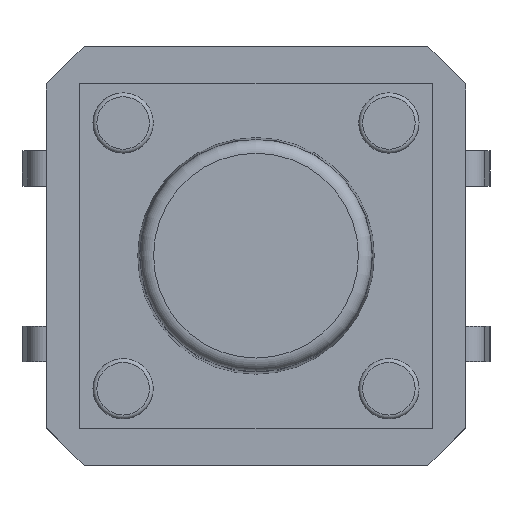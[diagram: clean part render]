
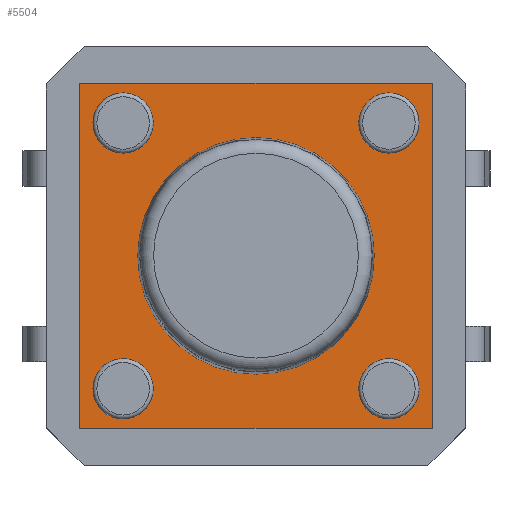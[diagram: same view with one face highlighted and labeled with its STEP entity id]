
A CAD part, top view. The second image highlights one B-rep face of the part: STEP entity #5504.
In plain terms, the highlighted planar face has unit normal (0, 0, 1).
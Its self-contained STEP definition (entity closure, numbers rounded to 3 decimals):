
#401=CIRCLE('',#5808,0.864);
#402=CIRCLE('',#5809,0.864);
#403=CIRCLE('',#5810,0.864);
#404=CIRCLE('',#5811,0.864);
#405=CIRCLE('',#5812,3.39);
#660=ORIENTED_EDGE('',*,*,#1698,.F.);
#661=ORIENTED_EDGE('',*,*,#1699,.F.);
#662=ORIENTED_EDGE('',*,*,#1700,.F.);
#663=ORIENTED_EDGE('',*,*,#1701,.F.);
#664=ORIENTED_EDGE('',*,*,#1702,.F.);
#665=ORIENTED_EDGE('',*,*,#1691,.F.);
#666=ORIENTED_EDGE('',*,*,#1697,.F.);
#667=ORIENTED_EDGE('',*,*,#1695,.F.);
#668=ORIENTED_EDGE('',*,*,#1693,.F.);
#1691=EDGE_CURVE('',#2205,#2206,#2605,.T.);
#1693=EDGE_CURVE('',#2206,#2207,#2607,.T.);
#1695=EDGE_CURVE('',#2207,#2208,#2609,.T.);
#1697=EDGE_CURVE('',#2208,#2205,#2611,.T.);
#1698=EDGE_CURVE('',#2209,#2209,#401,.F.);
#1699=EDGE_CURVE('',#2210,#2210,#402,.F.);
#1700=EDGE_CURVE('',#2211,#2211,#403,.F.);
#1701=EDGE_CURVE('',#2212,#2212,#404,.F.);
#1702=EDGE_CURVE('',#2213,#2213,#405,.F.);
#2205=VERTEX_POINT('',#7038);
#2206=VERTEX_POINT('',#7040);
#2207=VERTEX_POINT('',#7044);
#2208=VERTEX_POINT('',#7048);
#2209=VERTEX_POINT('',#7054);
#2210=VERTEX_POINT('',#7056);
#2211=VERTEX_POINT('',#7058);
#2212=VERTEX_POINT('',#7060);
#2213=VERTEX_POINT('',#7062);
#2605=LINE('',#7039,#2857);
#2607=LINE('',#7043,#2859);
#2609=LINE('',#7047,#2861);
#2611=LINE('',#7051,#2863);
#2857=VECTOR('',#6248,1000.);
#2859=VECTOR('',#6252,1000.);
#2861=VECTOR('',#6256,1000.);
#2863=VECTOR('',#6260,1000.);
#3039=EDGE_LOOP('',(#660));
#3040=EDGE_LOOP('',(#661));
#3041=EDGE_LOOP('',(#662));
#3042=EDGE_LOOP('',(#663));
#3043=EDGE_LOOP('',(#664));
#3044=EDGE_LOOP('',(#665,#666,#667,#668));
#3321=FACE_BOUND('',#3039,.T.);
#3322=FACE_BOUND('',#3040,.T.);
#3323=FACE_BOUND('',#3041,.T.);
#3324=FACE_BOUND('',#3042,.T.);
#3325=FACE_BOUND('',#3043,.T.);
#3326=FACE_BOUND('',#3044,.T.);
#3598=PLANE('',#5807);
#5504=ADVANCED_FACE('',(#3321,#3322,#3323,#3324,#3325,#3326),#3598,.F.);
#5807=AXIS2_PLACEMENT_3D('',#7052,#6261,#6262);
#5808=AXIS2_PLACEMENT_3D('',#7053,#6263,#6264);
#5809=AXIS2_PLACEMENT_3D('',#7055,#6265,#6266);
#5810=AXIS2_PLACEMENT_3D('',#7057,#6267,#6268);
#5811=AXIS2_PLACEMENT_3D('',#7059,#6269,#6270);
#5812=AXIS2_PLACEMENT_3D('',#7061,#6271,#6272);
#6248=DIRECTION('',(0.,1.,0.));
#6252=DIRECTION('',(1.,0.,0.));
#6256=DIRECTION('',(0.,-1.,0.));
#6260=DIRECTION('',(-1.,0.,0.));
#6261=DIRECTION('',(0.,0.,-1.));
#6262=DIRECTION('',(-1.,0.,0.));
#6263=DIRECTION('',(0.,0.,-1.));
#6264=DIRECTION('',(-1.,0.,0.));
#6265=DIRECTION('',(0.,0.,-1.));
#6266=DIRECTION('',(-1.,0.,0.));
#6267=DIRECTION('',(0.,0.,-1.));
#6268=DIRECTION('',(-1.,0.,0.));
#6269=DIRECTION('',(0.,0.,-1.));
#6270=DIRECTION('',(-1.,0.,0.));
#6271=DIRECTION('',(0.,0.,-1.));
#6272=DIRECTION('',(-1.,0.,0.));
#7038=CARTESIAN_POINT('',(-5.06,-4.947,3.632));
#7039=CARTESIAN_POINT('',(-5.06,-4.947,3.632));
#7040=CARTESIAN_POINT('',(-5.06,4.947,3.632));
#7043=CARTESIAN_POINT('',(-5.06,4.947,3.632));
#7044=CARTESIAN_POINT('',(5.06,4.947,3.632));
#7047=CARTESIAN_POINT('',(5.06,4.947,3.632));
#7048=CARTESIAN_POINT('',(5.06,-4.947,3.632));
#7051=CARTESIAN_POINT('',(5.06,-4.947,3.632));
#7052=CARTESIAN_POINT('',(0.,0.,3.632));
#7053=CARTESIAN_POINT('',(-3.81,3.81,3.632));
#7054=CARTESIAN_POINT('',(-4.674,3.81,3.632));
#7055=CARTESIAN_POINT('',(3.81,3.81,3.632));
#7056=CARTESIAN_POINT('',(2.946,3.81,3.632));
#7057=CARTESIAN_POINT('',(3.81,-3.81,3.632));
#7058=CARTESIAN_POINT('',(2.946,-3.81,3.632));
#7059=CARTESIAN_POINT('',(-3.81,-3.81,3.632));
#7060=CARTESIAN_POINT('',(-4.674,-3.81,3.632));
#7061=CARTESIAN_POINT('',(0.,0.,3.632));
#7062=CARTESIAN_POINT('',(-3.39,0.,3.632));
